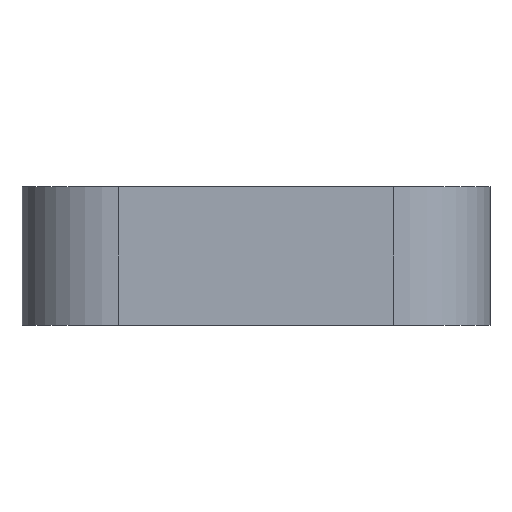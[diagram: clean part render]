
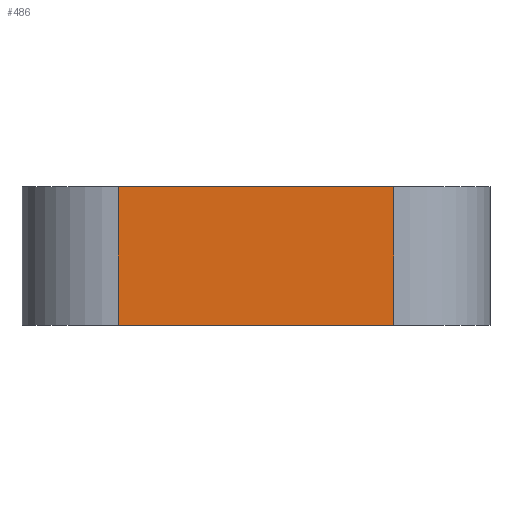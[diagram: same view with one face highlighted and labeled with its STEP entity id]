
A CAD part, front view. The second image highlights one B-rep face of the part: STEP entity #486.
In plain terms, the highlighted planar face has unit normal (0, -1, 0).
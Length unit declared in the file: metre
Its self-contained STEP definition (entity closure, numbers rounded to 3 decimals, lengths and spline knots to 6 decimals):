
#52=LINE('',#803,#84);
#53=LINE('',#806,#85);
#54=LINE('',#808,#86);
#55=LINE('',#810,#87);
#84=VECTOR('',#639,1.);
#85=VECTOR('',#640,1.);
#86=VECTOR('',#641,1.);
#87=VECTOR('',#642,1.);
#126=ORIENTED_EDGE('',*,*,#254,.F.);
#127=ORIENTED_EDGE('',*,*,#255,.T.);
#128=ORIENTED_EDGE('',*,*,#256,.T.);
#129=ORIENTED_EDGE('',*,*,#257,.T.);
#254=EDGE_CURVE('',#318,#319,#52,.T.);
#255=EDGE_CURVE('',#318,#320,#53,.F.);
#256=EDGE_CURVE('',#320,#321,#54,.T.);
#257=EDGE_CURVE('',#321,#319,#55,.T.);
#318=VERTEX_POINT('',#804);
#319=VERTEX_POINT('',#805);
#320=VERTEX_POINT('',#807);
#321=VERTEX_POINT('',#809);
#380=EDGE_LOOP('',(#126,#127,#128,#129));
#432=FACE_BOUND('',#380,.T.);
#474=PLANE('',#535);
#486=ADVANCED_FACE('',(#432),#474,.T.);
#535=AXIS2_PLACEMENT_3D('',#802,#637,#638);
#637=DIRECTION('',(0.,-1.,0.));
#638=DIRECTION('',(0.,0.,-1.));
#639=DIRECTION('',(-1.,0.,0.));
#640=DIRECTION('',(0.,0.,-1.));
#641=DIRECTION('',(-1.,0.,0.));
#642=DIRECTION('',(0.,0.,-1.));
#802=CARTESIAN_POINT('',(0.,-0.0275,0.008));
#803=CARTESIAN_POINT('',(0.,-0.0275,0.));
#804=CARTESIAN_POINT('',(0.007947,-0.0275,0.));
#805=CARTESIAN_POINT('',(-0.007947,-0.0275,0.));
#806=CARTESIAN_POINT('',(0.007947,-0.0275,0.008));
#807=CARTESIAN_POINT('',(0.007947,-0.0275,0.008));
#808=CARTESIAN_POINT('',(0.,-0.0275,0.008));
#809=CARTESIAN_POINT('',(-0.007947,-0.0275,0.008));
#810=CARTESIAN_POINT('',(-0.007947,-0.0275,0.));
